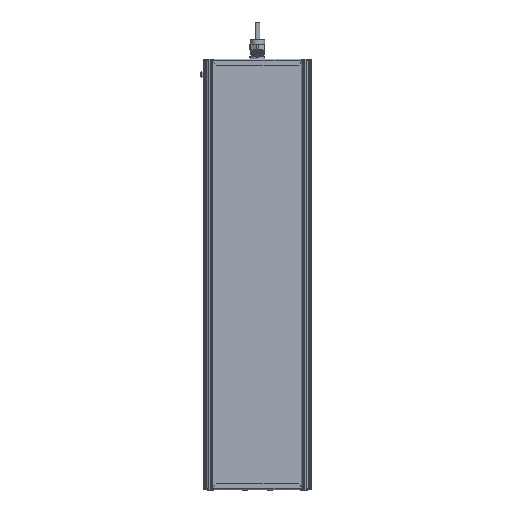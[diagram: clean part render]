
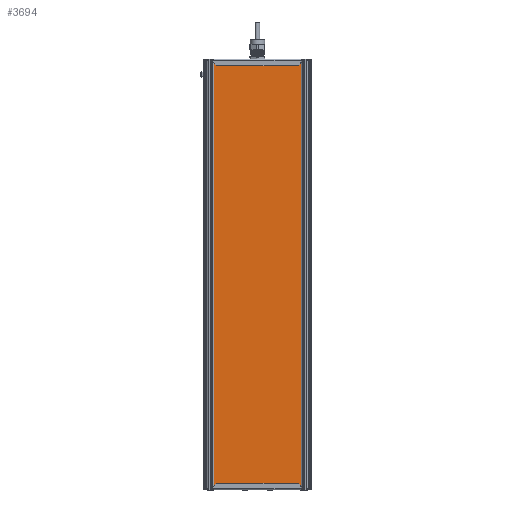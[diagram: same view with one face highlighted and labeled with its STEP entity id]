
A CAD part, front view. The second image highlights one B-rep face of the part: STEP entity #3694.
In plain terms, the highlighted face is planar.
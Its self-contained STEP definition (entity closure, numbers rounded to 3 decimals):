
#3694=ADVANCED_FACE('',(#10161),#10163,.T.);
#10161=FACE_BOUND('',#10162,.T.);
#10162=EDGE_LOOP('',(#38584,#38585,#38586,#38587));
#10163=PLANE('',#10164);
#10164=AXIS2_PLACEMENT_3D('',#10165,#10166,#10167);
#10165=CARTESIAN_POINT('',(2111.497,401.002,-34.582));
#10166=DIRECTION('',(0.,0.,-1.));
#10167=DIRECTION('',(0.,1.,0.));
#38584=ORIENTED_EDGE('',*,*,#44018,.F.);
#38585=ORIENTED_EDGE('',*,*,#44017,.T.);
#38586=ORIENTED_EDGE('',*,*,#44019,.F.);
#38587=ORIENTED_EDGE('',*,*,#44009,.F.);
#44009=EDGE_CURVE('',#48163,#48166,#48167,.T.);
#44017=EDGE_CURVE('',#48176,#48178,#48180,.T.);
#44018=EDGE_CURVE('',#48176,#48163,#48181,.T.);
#44019=EDGE_CURVE('',#48166,#48178,#48182,.T.);
#48163=VERTEX_POINT('',#56969);
#48166=VERTEX_POINT('',#56974);
#48167=LINE('',#56975,#56976);
#48176=VERTEX_POINT('',#56996);
#48178=VERTEX_POINT('',#57000);
#48180=LINE('',#57004,#57005);
#48181=LINE('',#57007,#57008);
#48182=LINE('',#57010,#57011);
#56969=CARTESIAN_POINT('',(2111.497,401.002,-34.582));
#56974=CARTESIAN_POINT('',(2857.497,401.002,-34.582));
#56975=CARTESIAN_POINT('',(2111.497,401.002,-34.582));
#56976=VECTOR('',#56977,1.);
#56977=DIRECTION('',(1.,0.,0.));
#56996=CARTESIAN_POINT('',(2111.497,565.13,-34.582));
#57000=CARTESIAN_POINT('',(2857.497,565.13,-34.582));
#57004=CARTESIAN_POINT('',(2111.497,565.13,-34.582));
#57005=VECTOR('',#57006,1.);
#57006=DIRECTION('',(1.,0.,0.));
#57007=CARTESIAN_POINT('',(2111.497,565.13,-34.582));
#57008=VECTOR('',#57009,1.);
#57009=DIRECTION('',(0.,-1.,0.));
#57010=CARTESIAN_POINT('',(2857.497,401.002,-34.582));
#57011=VECTOR('',#57012,1.);
#57012=DIRECTION('',(0.,1.,0.));
